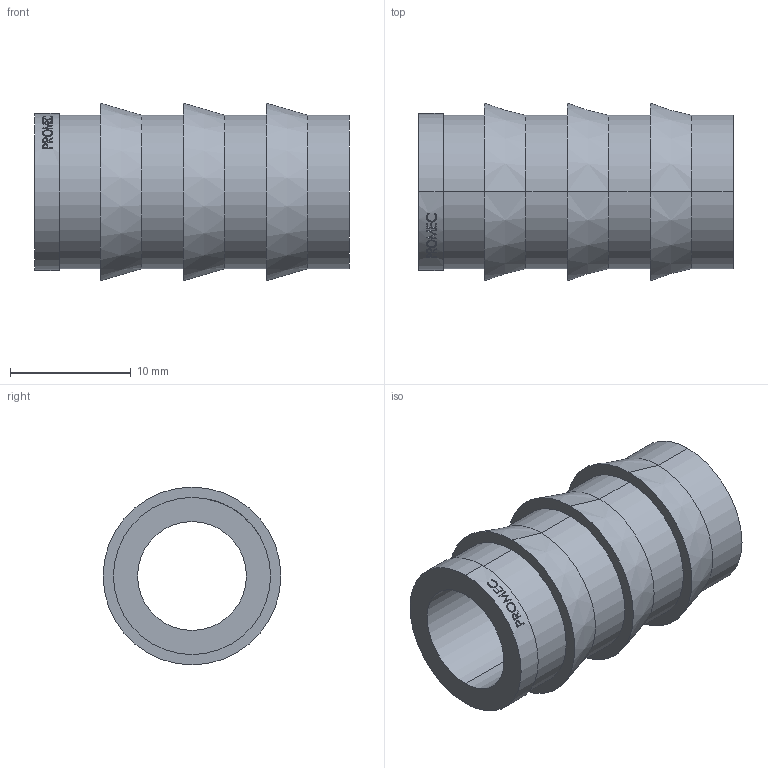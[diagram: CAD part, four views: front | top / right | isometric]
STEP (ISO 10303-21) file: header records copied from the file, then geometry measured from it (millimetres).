
FILE_DESCRIPTION (( 'STEP AP203' ), '1' );
FILE_NAME ('46e3.STEP', '2022-09-21T17:23:16', ( '' ), ( '' ), 'SwSTEP 2.0', 'SolidWorks 2019', '' );
FILE_SCHEMA (( 'CONFIG_CONTROL_DESIGN' ));
Length unit declared in the file: millimetre
Products named in the file (1): 46e3
Bounding box: 26 x 14.7 x 14.7 mm (x, y, z)
Volume: 1867.4 mm3; surface area: 2099 mm2
Topology: 1 solids, 1 shells, 107 faces, 270 edges, 178 vertices
Faces by surface type: bspline 42, plane 38, cylinder 21, cone 6
Entity records: 4895 total; most frequent: CARTESIAN_POINT 2562, ORIENTED_EDGE 540, DIRECTION 336, EDGE_CURVE 270, VERTEX_POINT 178, B_SPLINE_CURVE_WITH_KNOTS 136, AXIS2_PLACEMENT_3D 136, EDGE_LOOP 122
